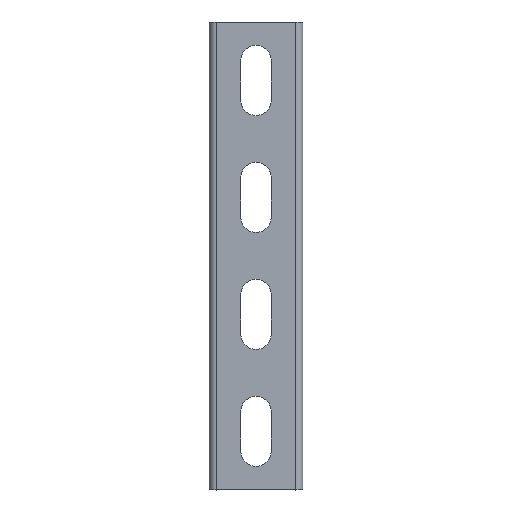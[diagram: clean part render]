
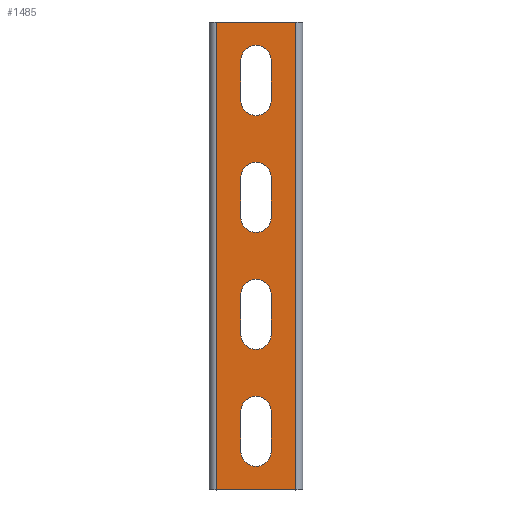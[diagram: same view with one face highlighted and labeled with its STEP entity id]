
A CAD part, top view. The second image highlights one B-rep face of the part: STEP entity #1485.
In plain terms, the highlighted planar face has unit normal (0, 0, 1).
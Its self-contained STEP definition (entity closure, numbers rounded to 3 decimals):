
#177=DIRECTION('',(0.,-1.,0.));
#178=VECTOR('',#177,200.);
#179=CARTESIAN_POINT('',(17.,100.,0.));
#180=LINE('',#179,#178);
#181=DIRECTION('',(0.,-1.,0.));
#182=VECTOR('',#181,200.);
#183=CARTESIAN_POINT('',(-17.,100.,0.));
#184=LINE('',#183,#182);
#185=DIRECTION('',(0.,1.,0.));
#186=VECTOR('',#185,17.);
#187=CARTESIAN_POINT('',(-6.5,66.5,0.));
#188=LINE('',#187,#186);
#189=CARTESIAN_POINT('',(0.,66.5,0.));
#190=DIRECTION('',(0.,0.,1.));
#191=DIRECTION('',(-1.,0.,0.));
#192=AXIS2_PLACEMENT_3D('',#189,#190,#191);
#194=DIRECTION('',(0.,-1.,0.));
#195=VECTOR('',#194,17.);
#196=CARTESIAN_POINT('',(6.5,83.5,0.));
#197=LINE('',#196,#195);
#198=CARTESIAN_POINT('',(0.,83.5,0.));
#199=DIRECTION('',(0.,0.,1.));
#200=DIRECTION('',(1.,0.,0.));
#201=AXIS2_PLACEMENT_3D('',#198,#199,#200);
#203=DIRECTION('',(0.,1.,0.));
#204=VECTOR('',#203,17.);
#205=CARTESIAN_POINT('',(-6.5,16.5,0.));
#206=LINE('',#205,#204);
#207=CARTESIAN_POINT('',(0.,16.5,0.));
#208=DIRECTION('',(0.,0.,1.));
#209=DIRECTION('',(-1.,0.,0.));
#210=AXIS2_PLACEMENT_3D('',#207,#208,#209);
#212=DIRECTION('',(0.,-1.,0.));
#213=VECTOR('',#212,17.);
#214=CARTESIAN_POINT('',(6.5,33.5,0.));
#215=LINE('',#214,#213);
#216=CARTESIAN_POINT('',(0.,33.5,0.));
#217=DIRECTION('',(0.,0.,1.));
#218=DIRECTION('',(1.,0.,0.));
#219=AXIS2_PLACEMENT_3D('',#216,#217,#218);
#221=DIRECTION('',(0.,1.,0.));
#222=VECTOR('',#221,17.);
#223=CARTESIAN_POINT('',(-6.5,-33.5,0.));
#224=LINE('',#223,#222);
#225=CARTESIAN_POINT('',(0.,-33.5,0.));
#226=DIRECTION('',(0.,0.,1.));
#227=DIRECTION('',(-1.,0.,0.));
#228=AXIS2_PLACEMENT_3D('',#225,#226,#227);
#230=DIRECTION('',(0.,-1.,0.));
#231=VECTOR('',#230,17.);
#232=CARTESIAN_POINT('',(6.5,-16.5,0.));
#233=LINE('',#232,#231);
#234=CARTESIAN_POINT('',(0.,-16.5,0.));
#235=DIRECTION('',(0.,0.,1.));
#236=DIRECTION('',(1.,0.,0.));
#237=AXIS2_PLACEMENT_3D('',#234,#235,#236);
#239=DIRECTION('',(0.,1.,0.));
#240=VECTOR('',#239,17.);
#241=CARTESIAN_POINT('',(-6.5,-83.5,0.));
#242=LINE('',#241,#240);
#243=CARTESIAN_POINT('',(0.,-83.5,0.));
#244=DIRECTION('',(0.,0.,1.));
#245=DIRECTION('',(-1.,0.,0.));
#246=AXIS2_PLACEMENT_3D('',#243,#244,#245);
#248=DIRECTION('',(0.,-1.,0.));
#249=VECTOR('',#248,17.);
#250=CARTESIAN_POINT('',(6.5,-66.5,0.));
#251=LINE('',#250,#249);
#252=CARTESIAN_POINT('',(0.,-66.5,0.));
#253=DIRECTION('',(0.,0.,1.));
#254=DIRECTION('',(1.,0.,0.));
#255=AXIS2_PLACEMENT_3D('',#252,#253,#254);
#265=DIRECTION('',(1.,0.,0.));
#266=VECTOR('',#265,34.);
#267=CARTESIAN_POINT('',(-17.,-100.,0.));
#268=LINE('',#267,#266);
#371=DIRECTION('',(1.,0.,0.));
#372=VECTOR('',#371,34.);
#373=CARTESIAN_POINT('',(-17.,100.,0.));
#374=LINE('',#373,#372);
#969=CARTESIAN_POINT('',(17.,100.,0.));
#970=CARTESIAN_POINT('',(17.,-100.,0.));
#971=VERTEX_POINT('',#969);
#972=VERTEX_POINT('',#970);
#981=CARTESIAN_POINT('',(-17.,100.,0.));
#982=CARTESIAN_POINT('',(-17.,-100.,0.));
#983=VERTEX_POINT('',#981);
#984=VERTEX_POINT('',#982);
#1025=CARTESIAN_POINT('',(-6.5,66.5,0.));
#1026=CARTESIAN_POINT('',(-6.5,83.5,0.));
#1027=VERTEX_POINT('',#1025);
#1028=VERTEX_POINT('',#1026);
#1029=CARTESIAN_POINT('',(6.5,83.5,0.));
#1030=VERTEX_POINT('',#1029);
#1031=CARTESIAN_POINT('',(6.5,66.5,0.));
#1032=VERTEX_POINT('',#1031);
#1041=CARTESIAN_POINT('',(-6.5,16.5,0.));
#1042=CARTESIAN_POINT('',(-6.5,33.5,0.));
#1043=VERTEX_POINT('',#1041);
#1044=VERTEX_POINT('',#1042);
#1045=CARTESIAN_POINT('',(6.5,33.5,0.));
#1046=VERTEX_POINT('',#1045);
#1047=CARTESIAN_POINT('',(6.5,16.5,0.));
#1048=VERTEX_POINT('',#1047);
#1057=CARTESIAN_POINT('',(-6.5,-33.5,0.));
#1058=CARTESIAN_POINT('',(-6.5,-16.5,0.));
#1059=VERTEX_POINT('',#1057);
#1060=VERTEX_POINT('',#1058);
#1061=CARTESIAN_POINT('',(6.5,-16.5,0.));
#1062=VERTEX_POINT('',#1061);
#1063=CARTESIAN_POINT('',(6.5,-33.5,0.));
#1064=VERTEX_POINT('',#1063);
#1073=CARTESIAN_POINT('',(-6.5,-83.5,0.));
#1074=CARTESIAN_POINT('',(-6.5,-66.5,0.));
#1075=VERTEX_POINT('',#1073);
#1076=VERTEX_POINT('',#1074);
#1077=CARTESIAN_POINT('',(6.5,-66.5,0.));
#1078=VERTEX_POINT('',#1077);
#1079=CARTESIAN_POINT('',(6.5,-83.5,0.));
#1080=VERTEX_POINT('',#1079);
#1431=CARTESIAN_POINT('',(-20.,-100.,0.));
#1432=DIRECTION('',(0.,0.,1.));
#1433=DIRECTION('',(1.,0.,0.));
#1434=AXIS2_PLACEMENT_3D('',#1431,#1432,#1433);
#1435=PLANE('',#1434);
#1436=ORIENTED_EDGE('',*,*,#1422,.T.);
#1438=ORIENTED_EDGE('',*,*,#1437,.F.);
#1440=ORIENTED_EDGE('',*,*,#1439,.F.);
#1442=ORIENTED_EDGE('',*,*,#1441,.T.);
#1443=EDGE_LOOP('',(#1436,#1438,#1440,#1442));
#1444=FACE_OUTER_BOUND('',#1443,.F.);
#1446=ORIENTED_EDGE('',*,*,#1445,.F.);
#1448=ORIENTED_EDGE('',*,*,#1447,.T.);
#1450=ORIENTED_EDGE('',*,*,#1449,.F.);
#1452=ORIENTED_EDGE('',*,*,#1451,.T.);
#1453=EDGE_LOOP('',(#1446,#1448,#1450,#1452));
#1454=FACE_BOUND('',#1453,.F.);
#1456=ORIENTED_EDGE('',*,*,#1455,.F.);
#1458=ORIENTED_EDGE('',*,*,#1457,.T.);
#1460=ORIENTED_EDGE('',*,*,#1459,.F.);
#1462=ORIENTED_EDGE('',*,*,#1461,.T.);
#1463=EDGE_LOOP('',(#1456,#1458,#1460,#1462));
#1464=FACE_BOUND('',#1463,.F.);
#1466=ORIENTED_EDGE('',*,*,#1465,.F.);
#1468=ORIENTED_EDGE('',*,*,#1467,.T.);
#1470=ORIENTED_EDGE('',*,*,#1469,.F.);
#1472=ORIENTED_EDGE('',*,*,#1471,.T.);
#1473=EDGE_LOOP('',(#1466,#1468,#1470,#1472));
#1474=FACE_BOUND('',#1473,.F.);
#1476=ORIENTED_EDGE('',*,*,#1475,.F.);
#1478=ORIENTED_EDGE('',*,*,#1477,.T.);
#1480=ORIENTED_EDGE('',*,*,#1479,.F.);
#1482=ORIENTED_EDGE('',*,*,#1481,.T.);
#1483=EDGE_LOOP('',(#1476,#1478,#1480,#1482));
#1484=FACE_BOUND('',#1483,.F.);
#1485=ADVANCED_FACE('',(#1444,#1454,#1464,#1474,#1484),#1435,.T.);
#193=CIRCLE('',#192,6.5);
#202=CIRCLE('',#201,6.5);
#211=CIRCLE('',#210,6.5);
#220=CIRCLE('',#219,6.5);
#229=CIRCLE('',#228,6.5);
#238=CIRCLE('',#237,6.5);
#247=CIRCLE('',#246,6.5);
#256=CIRCLE('',#255,6.5);
#1422=EDGE_CURVE('',#971,#972,#180,.T.);
#1437=EDGE_CURVE('',#984,#972,#268,.T.);
#1439=EDGE_CURVE('',#983,#984,#184,.T.);
#1441=EDGE_CURVE('',#983,#971,#374,.T.);
#1445=EDGE_CURVE('',#1027,#1028,#188,.T.);
#1447=EDGE_CURVE('',#1027,#1032,#193,.T.);
#1449=EDGE_CURVE('',#1030,#1032,#197,.T.);
#1451=EDGE_CURVE('',#1030,#1028,#202,.T.);
#1455=EDGE_CURVE('',#1043,#1044,#206,.T.);
#1457=EDGE_CURVE('',#1043,#1048,#211,.T.);
#1459=EDGE_CURVE('',#1046,#1048,#215,.T.);
#1461=EDGE_CURVE('',#1046,#1044,#220,.T.);
#1465=EDGE_CURVE('',#1059,#1060,#224,.T.);
#1467=EDGE_CURVE('',#1059,#1064,#229,.T.);
#1469=EDGE_CURVE('',#1062,#1064,#233,.T.);
#1471=EDGE_CURVE('',#1062,#1060,#238,.T.);
#1475=EDGE_CURVE('',#1075,#1076,#242,.T.);
#1477=EDGE_CURVE('',#1075,#1080,#247,.T.);
#1479=EDGE_CURVE('',#1078,#1080,#251,.T.);
#1481=EDGE_CURVE('',#1078,#1076,#256,.T.);
